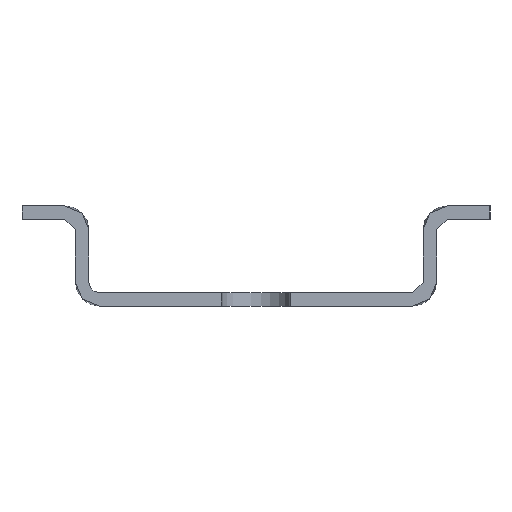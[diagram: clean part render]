
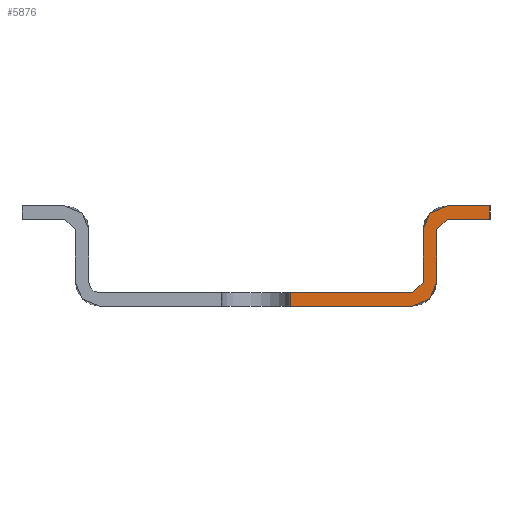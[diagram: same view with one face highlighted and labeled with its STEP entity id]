
A CAD part, left-side view. The second image highlights one B-rep face of the part: STEP entity #5876.
In plain terms, the highlighted planar face has unit normal (-1, 0, 0).
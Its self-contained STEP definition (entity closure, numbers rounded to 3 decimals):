
#5685=AXIS2_PLACEMENT_3D('Plane Axis2P3D',#5682,#5683,#5684) ;
#116=CARTESIAN_POINT('Vertex',(0.,14.9,1.)) ;
#119=CARTESIAN_POINT('Line Origine',(0.,10.35,1.)) ;
#123=CARTESIAN_POINT('Vertex',(0.,5.8,1.)) ;
#2900=CARTESIAN_POINT('Vertex',(0.,5.8,0.)) ;
#2903=CARTESIAN_POINT('Line Origine',(0.,10.35,0.)) ;
#2907=CARTESIAN_POINT('Vertex',(0.,14.9,0.)) ;
#5682=CARTESIAN_POINT('Axis2P3D Location',(0.,17.5,7.5)) ;
#5774=CARTESIAN_POINT('Line Origine',(0.,14.9,0.5)) ;
#5792=CARTESIAN_POINT('Control Point',(0.,5.8,0.)) ;
#5793=CARTESIAN_POINT('Control Point',(0.,5.235,0.)) ;
#5794=CARTESIAN_POINT('Control Point',(0.,4.668,0.221)) ;
#5795=CARTESIAN_POINT('Control Point',(0.,4.221,0.668)) ;
#5796=CARTESIAN_POINT('Control Point',(0.,4.,1.235)) ;
#5797=CARTESIAN_POINT('Control Point',(0.,4.,1.8)) ;
#5798=CARTESIAN_POINT('Vertex',(0.,4.,1.8)) ;
#5801=CARTESIAN_POINT('Line Origine',(0.,4.,3.75)) ;
#5805=CARTESIAN_POINT('Vertex',(0.,4.,5.7)) ;
#5809=CARTESIAN_POINT('Control Point',(0.,3.2,6.5)) ;
#5810=CARTESIAN_POINT('Control Point',(0.,3.514,6.5)) ;
#5811=CARTESIAN_POINT('Control Point',(0.,3.832,6.332)) ;
#5812=CARTESIAN_POINT('Control Point',(0.,4.,6.014)) ;
#5813=CARTESIAN_POINT('Control Point',(0.,4.,5.7)) ;
#5814=CARTESIAN_POINT('Vertex',(0.,3.2,6.5)) ;
#5817=CARTESIAN_POINT('Line Origine',(0.,17.5,6.5)) ;
#5821=CARTESIAN_POINT('Vertex',(0.,0.,6.5)) ;
#5824=CARTESIAN_POINT('Line Origine',(0.,0.,3.75)) ;
#5828=CARTESIAN_POINT('Vertex',(0.,0.,7.5)) ;
#5831=CARTESIAN_POINT('Line Origine',(0.,17.5,7.5)) ;
#5835=CARTESIAN_POINT('Vertex',(0.,3.2,7.5)) ;
#5839=CARTESIAN_POINT('Control Point',(0.,3.2,7.5)) ;
#5840=CARTESIAN_POINT('Control Point',(0.,3.765,7.5)) ;
#5841=CARTESIAN_POINT('Control Point',(0.,4.332,7.279)) ;
#5842=CARTESIAN_POINT('Control Point',(0.,4.779,6.832)) ;
#5843=CARTESIAN_POINT('Control Point',(0.,5.,6.265)) ;
#5844=CARTESIAN_POINT('Control Point',(0.,5.,5.7)) ;
#5845=CARTESIAN_POINT('Vertex',(0.,5.,5.7)) ;
#5848=CARTESIAN_POINT('Line Origine',(0.,5.,3.75)) ;
#5852=CARTESIAN_POINT('Vertex',(0.,5.,1.8)) ;
#5856=CARTESIAN_POINT('Control Point',(0.,5.8,1.)) ;
#5857=CARTESIAN_POINT('Control Point',(0.,5.486,1.)) ;
#5858=CARTESIAN_POINT('Control Point',(0.,5.168,1.168)) ;
#5859=CARTESIAN_POINT('Control Point',(0.,5.,1.486)) ;
#5860=CARTESIAN_POINT('Control Point',(0.,5.,1.8)) ;
#120=DIRECTION('Vector Direction',(0.,-1.,0.)) ;
#2904=DIRECTION('Vector Direction',(0.,-1.,0.)) ;
#5683=DIRECTION('Axis2P3D Direction',(-1.,0.,0.)) ;
#5684=DIRECTION('Axis2P3D XDirection',(0.,-1.,0.)) ;
#5775=DIRECTION('Vector Direction',(0.,0.,-1.)) ;
#5802=DIRECTION('Vector Direction',(0.,0.,1.)) ;
#5818=DIRECTION('Vector Direction',(0.,-1.,0.)) ;
#5825=DIRECTION('Vector Direction',(0.,0.,1.)) ;
#5832=DIRECTION('Vector Direction',(0.,-1.,0.)) ;
#5849=DIRECTION('Vector Direction',(0.,0.,1.)) ;
#121=VECTOR('Line Direction',#120,1.) ;
#2905=VECTOR('Line Direction',#2904,1.) ;
#5776=VECTOR('Line Direction',#5775,1.) ;
#5803=VECTOR('Line Direction',#5802,1.) ;
#5819=VECTOR('Line Direction',#5818,1.) ;
#5826=VECTOR('Line Direction',#5825,1.) ;
#5833=VECTOR('Line Direction',#5832,1.) ;
#5850=VECTOR('Line Direction',#5849,1.) ;
#5863=ORIENTED_EDGE('',*,*,#2909,.T.) ;
#5864=ORIENTED_EDGE('',*,*,#5800,.T.) ;
#5865=ORIENTED_EDGE('',*,*,#5807,.T.) ;
#5866=ORIENTED_EDGE('',*,*,#5816,.F.) ;
#5867=ORIENTED_EDGE('',*,*,#5823,.T.) ;
#5868=ORIENTED_EDGE('',*,*,#5830,.T.) ;
#5869=ORIENTED_EDGE('',*,*,#5837,.F.) ;
#5870=ORIENTED_EDGE('',*,*,#5847,.T.) ;
#5871=ORIENTED_EDGE('',*,*,#5854,.F.) ;
#5872=ORIENTED_EDGE('',*,*,#5861,.F.) ;
#5873=ORIENTED_EDGE('',*,*,#125,.F.) ;
#5874=ORIENTED_EDGE('',*,*,#5778,.T.) ;
#5876=ADVANCED_FACE('V1',(#5875),#5686,.T.) ;
#5791=B_SPLINE_CURVE_WITH_KNOTS('',5,(#5792,#5793,#5794,#5795,#5796,#5797),.UNSPECIFIED.,.F.,.U.,(6,6),(8.482,11.31),.UNSPECIFIED.) ;
#5808=B_SPLINE_CURVE_WITH_KNOTS('',4,(#5809,#5810,#5811,#5812,#5813),.UNSPECIFIED.,.F.,.U.,(5,5),(1.257,2.513),.UNSPECIFIED.) ;
#5838=B_SPLINE_CURVE_WITH_KNOTS('',5,(#5839,#5840,#5841,#5842,#5843,#5844),.UNSPECIFIED.,.F.,.U.,(6,6),(2.827,5.655),.UNSPECIFIED.) ;
#5855=B_SPLINE_CURVE_WITH_KNOTS('',4,(#5856,#5857,#5858,#5859,#5860),.UNSPECIFIED.,.F.,.U.,(5,5),(3.77,5.027),.UNSPECIFIED.) ;
#125=EDGE_CURVE('',#117,#124,#122,.T.) ;
#2909=EDGE_CURVE('',#2908,#2901,#2906,.T.) ;
#5778=EDGE_CURVE('',#117,#2908,#5777,.T.) ;
#5800=EDGE_CURVE('',#2901,#5799,#5791,.T.) ;
#5807=EDGE_CURVE('',#5799,#5806,#5804,.T.) ;
#5816=EDGE_CURVE('',#5815,#5806,#5808,.T.) ;
#5823=EDGE_CURVE('',#5815,#5822,#5820,.T.) ;
#5830=EDGE_CURVE('',#5822,#5829,#5827,.T.) ;
#5837=EDGE_CURVE('',#5836,#5829,#5834,.T.) ;
#5847=EDGE_CURVE('',#5836,#5846,#5838,.T.) ;
#5854=EDGE_CURVE('',#5853,#5846,#5851,.T.) ;
#5861=EDGE_CURVE('',#124,#5853,#5855,.T.) ;
#5862=EDGE_LOOP('',(#5863,#5864,#5865,#5866,#5867,#5868,#5869,#5870,#5871,#5872,#5873,#5874)) ;
#5875=FACE_OUTER_BOUND('',#5862,.T.) ;
#122=LINE('Line',#119,#121) ;
#2906=LINE('Line',#2903,#2905) ;
#5777=LINE('Line',#5774,#5776) ;
#5804=LINE('Line',#5801,#5803) ;
#5820=LINE('Line',#5817,#5819) ;
#5827=LINE('Line',#5824,#5826) ;
#5834=LINE('Line',#5831,#5833) ;
#5851=LINE('Line',#5848,#5850) ;
#5686=PLANE('',#5685) ;
#117=VERTEX_POINT('',#116) ;
#124=VERTEX_POINT('',#123) ;
#2901=VERTEX_POINT('',#2900) ;
#2908=VERTEX_POINT('',#2907) ;
#5799=VERTEX_POINT('',#5798) ;
#5806=VERTEX_POINT('',#5805) ;
#5815=VERTEX_POINT('',#5814) ;
#5822=VERTEX_POINT('',#5821) ;
#5829=VERTEX_POINT('',#5828) ;
#5836=VERTEX_POINT('',#5835) ;
#5846=VERTEX_POINT('',#5845) ;
#5853=VERTEX_POINT('',#5852) ;
